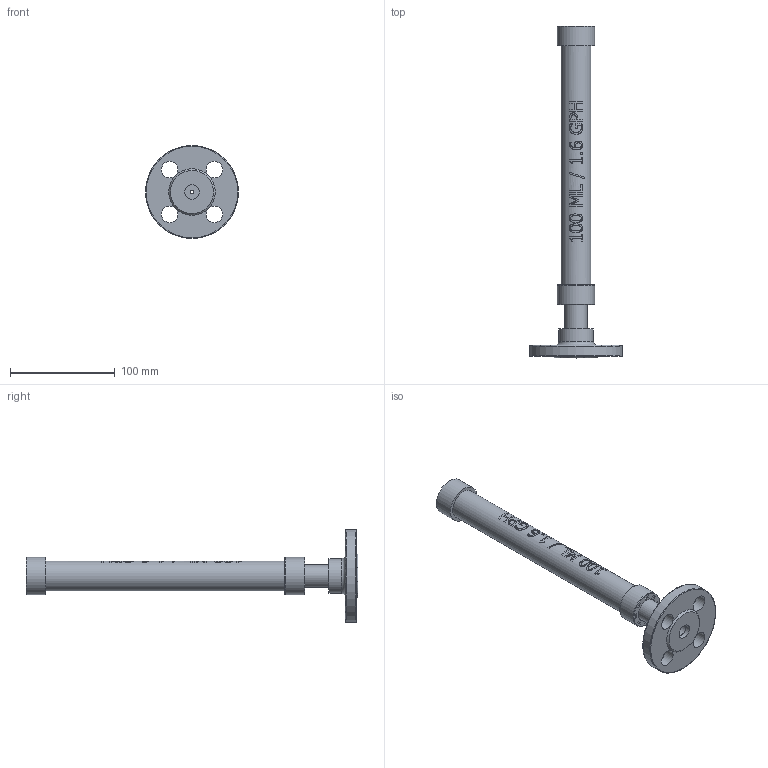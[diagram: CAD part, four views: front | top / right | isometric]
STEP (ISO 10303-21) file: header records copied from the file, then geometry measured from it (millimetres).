
FILE_DESCRIPTION((''),'2;1');
FILE_NAME('PV#3-100-F_R0.iam.stp','2016-10-13T14:09:46',(''),(''),'Autodesk Inventor 2009','Autodesk Inventor 2009','');
FILE_SCHEMA(('AUTOMOTIVE_DESIGN { 1 0 10303 214 1 1 1 1 }'));
Length unit declared in the file: inch
Products named in the file (7): PV#3-100-F_R0; PV-SW-100_R2; PV-100-TUBE_R0; PV-DC-100; SA-50FLG-PVC_R0; FLG-50PVC_R0; PIPE-50PVC_R0
Assembly tree (6 placements, depth 3):
  PV#3-100-F_R0
    PV-SW-100_R2
    PV-100-TUBE_R0
    PV-DC-100
    SA-50FLG-PVC_R0
      FLG-50PVC_R0
      PIPE-50PVC_R0
Bounding box: 88.9 x 317.5 x 88.9 mm (x, y, z)
Volume: 136581.2 mm3; surface area: 80624.5 mm2
Topology: 5 solids, 5 shells, 245 faces, 613 edges, 404 vertices
Faces by surface type: bspline 116, plane 91, cylinder 22, cone 16
Full cylindrical faces by diameter (mm): 15.875 x2, 25.527 x1, 28.575 x1, 35.56 x1, 35.814 x1
Entity records: 35475 total; most frequent: CARTESIAN_POINT 30218, ORIENTED_EDGE 1156, DIRECTION 768, EDGE_CURVE 578, VERTEX_POINT 399, EDGE_LOOP 319, AXIS2_PLACEMENT_3D 277, FACE_OUTER_BOUND 245
